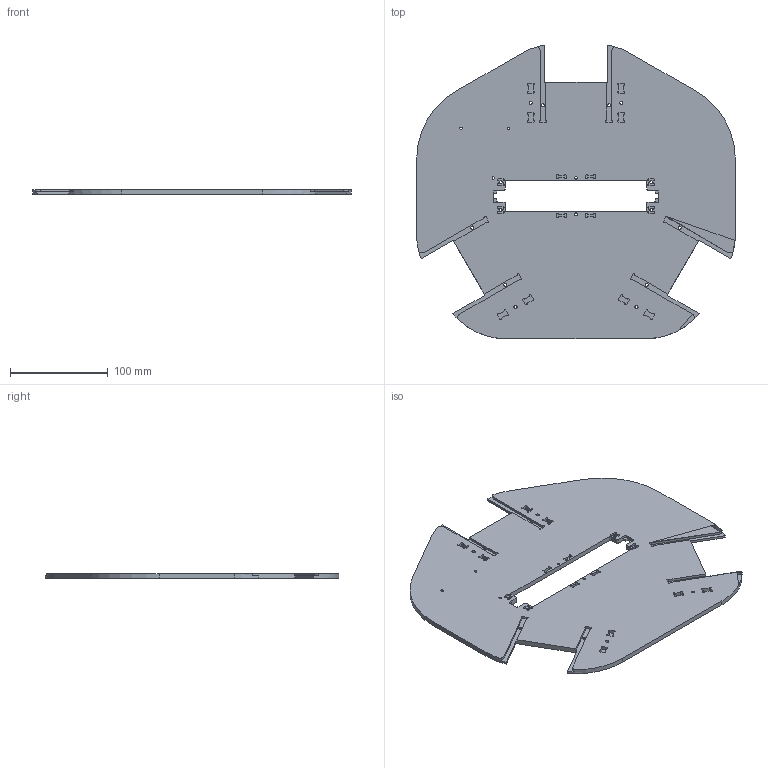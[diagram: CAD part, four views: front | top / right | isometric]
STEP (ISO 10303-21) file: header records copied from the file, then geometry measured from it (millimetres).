
FILE_DESCRIPTION (( 'STEP AP214' ), '1' );
FILE_NAME ('Bottom_plate_v2.STEP', '2022-06-09T08:37:52', ( '' ), ( '' ), 'SwSTEP 2.0', 'SolidWorks 2017', '' );
FILE_SCHEMA (( 'AUTOMOTIVE_DESIGN' ));
Length unit declared in the file: millimetre
Products named in the file (1): Bottom_plate_v2
Bounding box: 325.56 x 299.75 x 5 mm (x, y, z)
Volume: 346149.5 mm3; surface area: 153370 mm2
Topology: 1 solids, 1 shells, 364 faces, 1012 edges, 664 vertices
Faces by surface type: cylinder 187, plane 147, cone 30
Entity records: 11857 total; most frequent: DIRECTION 2147, CARTESIAN_POINT 2038, ORIENTED_EDGE 2016, EDGE_CURVE 1008, AXIS2_PLACEMENT_3D 775, VERTEX_POINT 662, LINE 597, VECTOR 597
